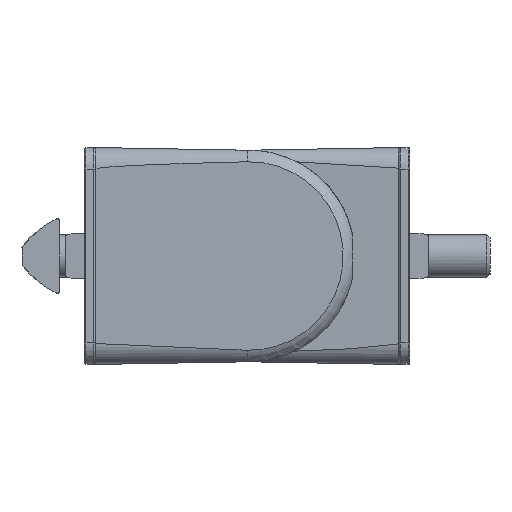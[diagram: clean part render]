
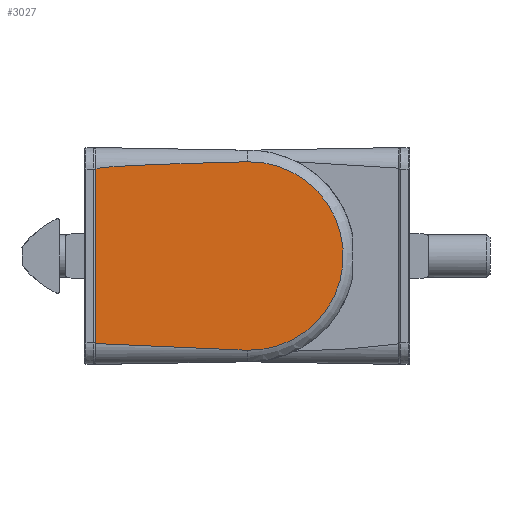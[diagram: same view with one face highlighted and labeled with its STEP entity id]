
A CAD part, front view. The second image highlights one B-rep face of the part: STEP entity #3027.
In plain terms, the highlighted face is planar.
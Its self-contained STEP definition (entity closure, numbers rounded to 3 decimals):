
#3027=ADVANCED_FACE('',(#3825),#3826,.F.);
#3825=FACE_OUTER_BOUND('',#5076,.T.);
#3826=PLANE('',#5077);
#5076=EDGE_LOOP('',(#7426,#7427,#7428,#7429));
#5077=AXIS2_PLACEMENT_3D('',#7430,#7431,#7432);
#7426=ORIENTED_EDGE('',*,*,#11128,.F.);
#7427=ORIENTED_EDGE('',*,*,#11129,.F.);
#7428=ORIENTED_EDGE('',*,*,#11048,.T.);
#7429=ORIENTED_EDGE('',*,*,#11130,.F.);
#7430=CARTESIAN_POINT('',(0.0,40.0,40.0));
#7431=DIRECTION('',(0.009,-1.,0.0));
#7432=DIRECTION('',(0.0,0.0,-1.0));
#11048=EDGE_CURVE('',#12860,#12865,#12867,.T.);
#11128=EDGE_CURVE('',#13002,#13003,#13004,.T.);
#11129=EDGE_CURVE('',#12860,#13002,#13005,.T.);
#11130=EDGE_CURVE('',#13003,#12865,#13006,.T.);
#12860=VERTEX_POINT('',#16796);
#12865=VERTEX_POINT('',#16802);
#12867=LINE('',#16804,#16805);
#13002=VERTEX_POINT('',#17063);
#13003=VERTEX_POINT('',#17064);
#13004=B_SPLINE_CURVE_WITH_KNOTS('',3,(#17065,#17066,#17067,#17068,#17069,#17070,#17071,#17072,#17073,#17074,#17075,#17076,#17077,#17078,#17079,#17080,#17081,#17082,#17083,#17084,#17085,#17086,#17087,#17088,#17089,#17090,#17091,#17092,#17093,#17094,#17095,#17096,#17097,#17098,#17099,#17100,#17101,#17102,#17103,#17104,#17105,#17106,#17107,#17108,#17109,#17110,#17111,#17112,#17113,#17114,#17115,#17116,#17117,#17118,#17119,#17120,#17121,#17122,#17123,#17124,#17125,#17126,#17127,#17128,#17129,#17130,#17131),.UNSPECIFIED.,.F.,.F.,(4,1,1,1,1,1,1,1,1,1,1,1,1,1,1,1,1,1,1,1,1,1,1,1,1,1,1,1,1,1,1,1,1,1,1,1,1,1,1,1,1,1,1,1,1,1,1,1,1,1,1,1,1,1,1,1,1,1,1,1,1,1,1,1,4),(0.0,0.007,0.014,0.021,0.028,0.035,0.042,0.049,0.056,0.063,0.07,0.076,0.083,0.09,0.096,0.103,0.109,0.115,0.122,0.128,0.134,0.141,0.147,0.153,0.159,0.165,0.171,0.177,0.183,0.189,0.195,0.2,0.206,0.212,0.217,0.223,0.228,0.234,0.239,0.245,0.25,0.277,0.303,0.327,0.35,0.383,0.425,0.463,0.5,0.563,0.625,0.682,0.75,0.778,0.807,0.853,0.893,0.905,0.918,0.931,0.944,0.958,0.972,0.986,1.0),.UNSPECIFIED.);
#13005=ELLIPSE('',#17132,458.372,4.0);
#13006=ELLIPSE('',#17133,458.372,4.0);
#16796=CARTESIAN_POINT('',(0.0,40.0,16.0));
#16802=CARTESIAN_POINT('',(0.0,40.0,-16.0));
#16804=CARTESIAN_POINT('',(0.0,40.0,20.0));
#16805=VECTOR('',#21594,1.0);
#17063=CARTESIAN_POINT('',(-28.0,39.756,17.377));
#17064=CARTESIAN_POINT('',(-28.0,39.756,-17.377));
#17065=CARTESIAN_POINT('',(-28.,39.756,17.377));
#17066=CARTESIAN_POINT('',(-28.132,39.754,17.379));
#17067=CARTESIAN_POINT('',(-28.395,39.752,17.383));
#17068=CARTESIAN_POINT('',(-28.789,39.749,17.379));
#17069=CARTESIAN_POINT('',(-29.179,39.745,17.366));
#17070=CARTESIAN_POINT('',(-29.567,39.742,17.344));
#17071=CARTESIAN_POINT('',(-29.952,39.739,17.314));
#17072=CARTESIAN_POINT('',(-30.333,39.735,17.275));
#17073=CARTESIAN_POINT('',(-30.711,39.732,17.229));
#17074=CARTESIAN_POINT('',(-31.086,39.729,17.174));
#17075=CARTESIAN_POINT('',(-31.456,39.726,17.112));
#17076=CARTESIAN_POINT('',(-31.823,39.722,17.042));
#17077=CARTESIAN_POINT('',(-32.186,39.719,16.965));
#17078=CARTESIAN_POINT('',(-32.544,39.716,16.88));
#17079=CARTESIAN_POINT('',(-32.898,39.713,16.789));
#17080=CARTESIAN_POINT('',(-33.247,39.71,16.691));
#17081=CARTESIAN_POINT('',(-33.592,39.707,16.587));
#17082=CARTESIAN_POINT('',(-33.932,39.704,16.476));
#17083=CARTESIAN_POINT('',(-34.268,39.701,16.359));
#17084=CARTESIAN_POINT('',(-34.598,39.698,16.236));
#17085=CARTESIAN_POINT('',(-34.924,39.695,16.107));
#17086=CARTESIAN_POINT('',(-35.244,39.693,15.973));
#17087=CARTESIAN_POINT('',(-35.559,39.69,15.834));
#17088=CARTESIAN_POINT('',(-35.869,39.687,15.689));
#17089=CARTESIAN_POINT('',(-36.174,39.684,15.539));
#17090=CARTESIAN_POINT('',(-36.474,39.682,15.385));
#17091=CARTESIAN_POINT('',(-36.768,39.679,15.227));
#17092=CARTESIAN_POINT('',(-37.057,39.677,15.063));
#17093=CARTESIAN_POINT('',(-37.34,39.674,14.896));
#17094=CARTESIAN_POINT('',(-37.618,39.672,14.725));
#17095=CARTESIAN_POINT('',(-37.89,39.669,14.55));
#17096=CARTESIAN_POINT('',(-38.157,39.667,14.372));
#17097=CARTESIAN_POINT('',(-38.418,39.665,14.19));
#17098=CARTESIAN_POINT('',(-38.674,39.663,14.005));
#17099=CARTESIAN_POINT('',(-38.925,39.66,13.817));
#17100=CARTESIAN_POINT('',(-39.169,39.658,13.626));
#17101=CARTESIAN_POINT('',(-39.409,39.656,13.433));
#17102=CARTESIAN_POINT('',(-39.642,39.654,13.237));
#17103=CARTESIAN_POINT('',(-39.871,39.652,13.038));
#17104=CARTESIAN_POINT('',(-40.093,39.65,12.838));
#17105=CARTESIAN_POINT('',(-40.311,39.648,12.635));
#17106=CARTESIAN_POINT('',(-40.812,39.644,12.153));
#17107=CARTESIAN_POINT('',(-41.544,39.637,11.37));
#17108=CARTESIAN_POINT('',(-42.426,39.63,10.255));
#17109=CARTESIAN_POINT('',(-43.174,39.623,9.135));
#17110=CARTESIAN_POINT('',(-43.9,39.617,7.848));
#17111=CARTESIAN_POINT('',(-44.646,39.611,6.198));
#17112=CARTESIAN_POINT('',(-45.273,39.605,4.211));
#17113=CARTESIAN_POINT('',(-45.659,39.601,2.081));
#17114=CARTESIAN_POINT('',(-45.811,39.6,-0.453));
#17115=CARTESIAN_POINT('',(-45.513,39.603,-3.452));
#17116=CARTESIAN_POINT('',(-44.524,39.611,-6.679));
#17117=CARTESIAN_POINT('',(-42.898,39.626,-9.746));
#17118=CARTESIAN_POINT('',(-41.093,39.642,-11.949));
#17119=CARTESIAN_POINT('',(-39.376,39.656,-13.49));
#17120=CARTESIAN_POINT('',(-37.851,39.67,-14.625));
#17121=CARTESIAN_POINT('',(-36.011,39.686,-15.68));
#17122=CARTESIAN_POINT('',(-34.325,39.7,-16.361));
#17123=CARTESIAN_POINT('',(-33.18,39.71,-16.715));
#17124=CARTESIAN_POINT('',(-32.498,39.716,-16.896));
#17125=CARTESIAN_POINT('',(-31.795,39.723,-17.052));
#17126=CARTESIAN_POINT('',(-31.072,39.729,-17.18));
#17127=CARTESIAN_POINT('',(-30.329,39.735,-17.28));
#17128=CARTESIAN_POINT('',(-29.567,39.742,-17.348));
#17129=CARTESIAN_POINT('',(-28.789,39.749,-17.385));
#17130=CARTESIAN_POINT('',(-28.265,39.753,-17.379));
#17131=CARTESIAN_POINT('',(-28.0,39.756,-17.377));
#17132=AXIS2_PLACEMENT_3D('',#21727,#21728,#21729);
#17133=AXIS2_PLACEMENT_3D('',#21730,#21731,#21732);
#21594=DIRECTION('',(0.0,0.0,-1.0));
#21727=CARTESIAN_POINT('',(-458.355,36.0,16.0));
#21728=DIRECTION('',(0.009,-1.,0.0));
#21729=DIRECTION('',(1.,0.009,0.0));
#21730=CARTESIAN_POINT('',(-458.355,36.0,-16.0));
#21731=DIRECTION('',(0.009,-1.,0.0));
#21732=DIRECTION('',(1.,0.009,0.0));
